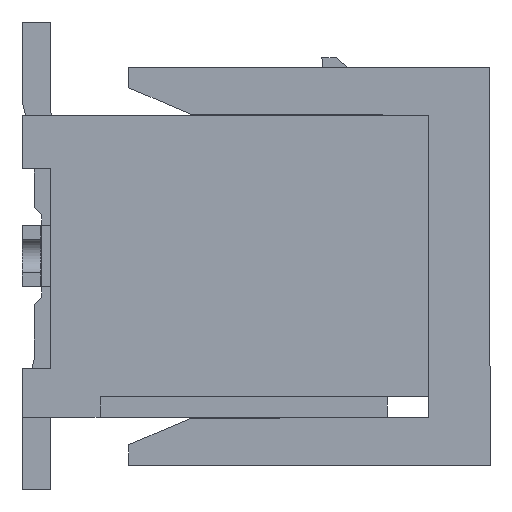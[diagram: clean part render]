
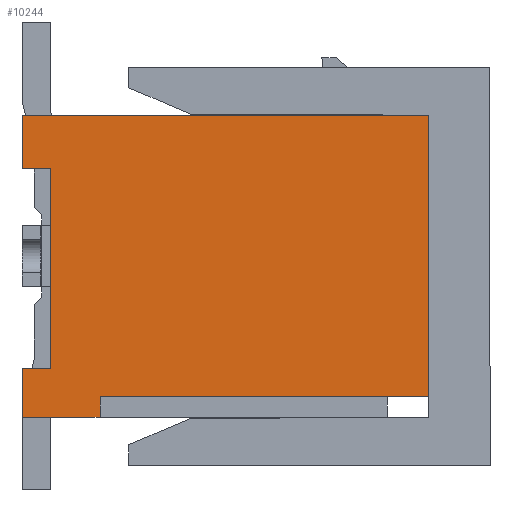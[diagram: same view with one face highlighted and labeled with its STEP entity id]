
A CAD part, left-side view. The second image highlights one B-rep face of the part: STEP entity #10244.
In plain terms, the highlighted planar face has unit normal (-1, 0, 0).
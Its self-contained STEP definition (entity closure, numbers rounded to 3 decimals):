
#1257=ORIENTED_EDGE('',*,*,#4036,.F.);
#1258=ORIENTED_EDGE('',*,*,#4034,.F.);
#1259=ORIENTED_EDGE('',*,*,#4130,.F.);
#1260=ORIENTED_EDGE('',*,*,#4131,.F.);
#1261=ORIENTED_EDGE('',*,*,#4119,.T.);
#1262=ORIENTED_EDGE('',*,*,#3400,.T.);
#1263=ORIENTED_EDGE('',*,*,#4132,.T.);
#1264=ORIENTED_EDGE('',*,*,#3994,.F.);
#1265=ORIENTED_EDGE('',*,*,#3998,.F.);
#1266=ORIENTED_EDGE('',*,*,#3935,.F.);
#3400=EDGE_CURVE('',#4898,#4897,#5893,.T.);
#3935=EDGE_CURVE('',#5378,#5379,#6392,.T.);
#3994=EDGE_CURVE('',#5432,#5433,#6451,.T.);
#3998=EDGE_CURVE('',#5379,#5432,#6455,.T.);
#4034=EDGE_CURVE('',#5456,#5450,#6491,.T.);
#4036=EDGE_CURVE('',#5450,#5378,#6492,.T.);
#4119=EDGE_CURVE('',#5517,#4898,#6575,.T.);
#4130=EDGE_CURVE('',#5522,#5456,#6586,.T.);
#4131=EDGE_CURVE('',#5517,#5522,#6587,.T.);
#4132=EDGE_CURVE('',#4897,#5433,#6588,.T.);
#4897=VERTEX_POINT('',#14252);
#4898=VERTEX_POINT('',#14254);
#5378=VERTEX_POINT('',#15350);
#5379=VERTEX_POINT('',#15352);
#5432=VERTEX_POINT('',#15470);
#5433=VERTEX_POINT('',#15472);
#5450=VERTEX_POINT('',#15528);
#5456=VERTEX_POINT('',#15540);
#5517=VERTEX_POINT('',#15695);
#5522=VERTEX_POINT('',#15713);
#5893=LINE('',#14253,#7302);
#6392=LINE('',#15351,#7801);
#6451=LINE('',#15471,#7860);
#6455=LINE('',#15478,#7864);
#6491=LINE('',#15541,#7900);
#6492=LINE('',#15544,#7901);
#6575=LINE('',#15694,#7984);
#6586=LINE('',#15714,#7995);
#6587=LINE('',#15716,#7996);
#6588=LINE('',#15717,#7997);
#7302=VECTOR('',#11482,1000.);
#7801=VECTOR('',#12217,1000.);
#7860=VECTOR('',#12290,1000.);
#7864=VECTOR('',#12296,1000.);
#7900=VECTOR('',#12342,1000.);
#7901=VECTOR('',#12347,1000.);
#7984=VECTOR('',#12444,1000.);
#7995=VECTOR('',#12461,1000.);
#7996=VECTOR('',#12464,1000.);
#7997=VECTOR('',#12465,1000.);
#8731=EDGE_LOOP('',(#1257,#1258,#1259,#1260,#1261,#1262,#1263,#1264,#1265,
#1266));
#9280=FACE_BOUND('',#8731,.T.);
#9785=PLANE('',#10834);
#10244=ADVANCED_FACE('',(#9280),#9785,.T.);
#10834=AXIS2_PLACEMENT_3D('',#15715,#12462,#12463);
#11482=DIRECTION('',(0.,0.,1.));
#12217=DIRECTION('',(0.,0.,1.));
#12290=DIRECTION('',(0.,0.,1.));
#12296=DIRECTION('',(0.,1.,0.));
#12342=DIRECTION('',(0.,0.,1.));
#12347=DIRECTION('',(0.,-1.,0.));
#12444=DIRECTION('',(0.,-1.,0.));
#12461=DIRECTION('',(0.,1.,0.));
#12462=DIRECTION('',(-1.,0.,0.));
#12463=DIRECTION('',(0.,0.,1.));
#12464=DIRECTION('',(0.,0.,-1.));
#12465=DIRECTION('',(0.,1.,0.));
#14252=CARTESIAN_POINT('',(-16.85,-4.95,3.68));
#14253=CARTESIAN_POINT('',(-16.85,-4.95,-3.68));
#14254=CARTESIAN_POINT('',(-16.85,-4.95,-3.18));
#15350=CARTESIAN_POINT('',(-16.85,4.25,-2.48));
#15351=CARTESIAN_POINT('',(-16.85,4.25,-2.48));
#15352=CARTESIAN_POINT('',(-16.85,4.25,2.37));
#15470=CARTESIAN_POINT('',(-16.85,4.95,2.37));
#15471=CARTESIAN_POINT('',(-16.85,4.95,-3.68));
#15472=CARTESIAN_POINT('',(-16.85,4.95,3.68));
#15478=CARTESIAN_POINT('',(-16.85,4.25,2.37));
#15528=CARTESIAN_POINT('',(-16.85,4.95,-2.48));
#15540=CARTESIAN_POINT('',(-16.85,4.95,-3.68));
#15541=CARTESIAN_POINT('',(-16.85,4.95,-3.68));
#15544=CARTESIAN_POINT('',(-16.85,4.95,-2.48));
#15694=CARTESIAN_POINT('',(-16.85,-4.95,-3.18));
#15695=CARTESIAN_POINT('',(-16.85,3.05,-3.18));
#15713=CARTESIAN_POINT('',(-16.85,3.05,-3.68));
#15714=CARTESIAN_POINT('',(-16.85,-4.95,-3.68));
#15715=CARTESIAN_POINT('',(-16.85,-4.95,-3.68));
#15716=CARTESIAN_POINT('',(-16.85,3.05,-3.18));
#15717=CARTESIAN_POINT('',(-16.85,-4.95,3.68));
